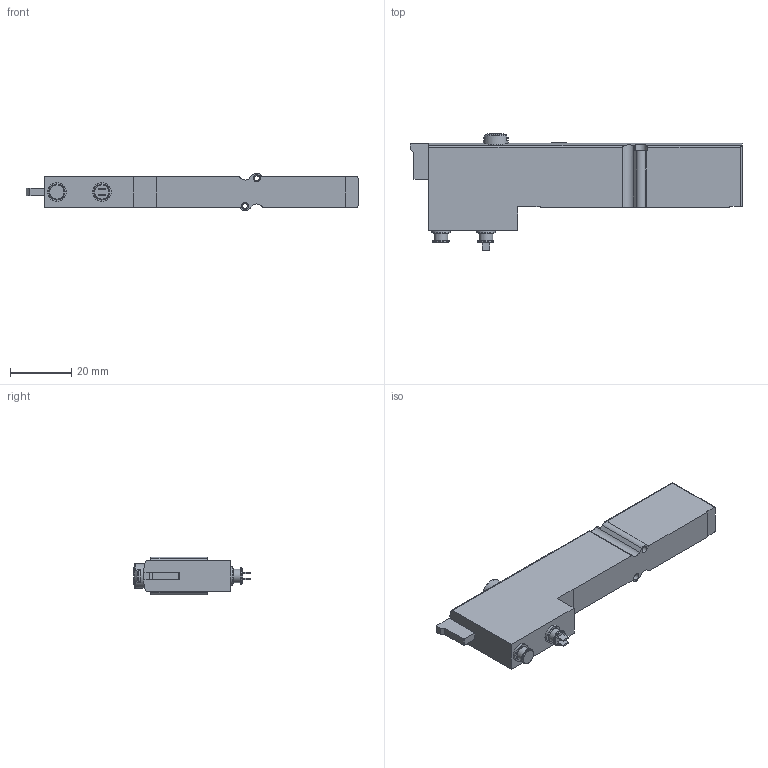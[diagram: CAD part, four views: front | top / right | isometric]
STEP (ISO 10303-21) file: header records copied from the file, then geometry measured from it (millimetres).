
FILE_DESCRIPTION(/* description */ ('STEP AP214'),/* implementation_level */ '2;1');
FILE_NAME(/* name */ '543605_VMPA1-M1H-I-PI',/* time_stamp */ '2024-09-16T18:37:53+02:00',/* author */ ('License CC BY-ND 4.0'),/* organization */ ('CADENAS'),/* preprocessor_version */ 'ST-DEVELOPER v19.3',/* originating_system */ 'PARTsolutions',/* authorisation */ ' ');
FILE_SCHEMA (('AUTOMOTIVE_DESIGN {1 0 10303 214 3 1 1}'));
Length unit declared in the file: millimetre
Products named in the file (1): 543605 VMPA1-M1H-I-PI---(12)
Bounding box: 108.5 x 38.19 x 12.4 mm (x, y, z)
Volume: 23547.6 mm3; surface area: 7898.5 mm2
Topology: 1 solids, 1 shells, 124 faces, 308 edges, 199 vertices
Faces by surface type: plane 64, cylinder 40, torus 11, cone 8, sphere 1
Full cylindrical faces by diameter (mm): 2.3 x4, 3.9 x1, 4.5 x2, 5.3 x2, 6.1 x2, 8.1 x1
Entity records: 3576 total; most frequent: CARTESIAN_POINT 650, DIRECTION 619, ORIENTED_EDGE 552, EDGE_CURVE 276, AXIS2_PLACEMENT_3D 231, VERTEX_POINT 195, EDGE_LOOP 169, FACE_BOUND 169
